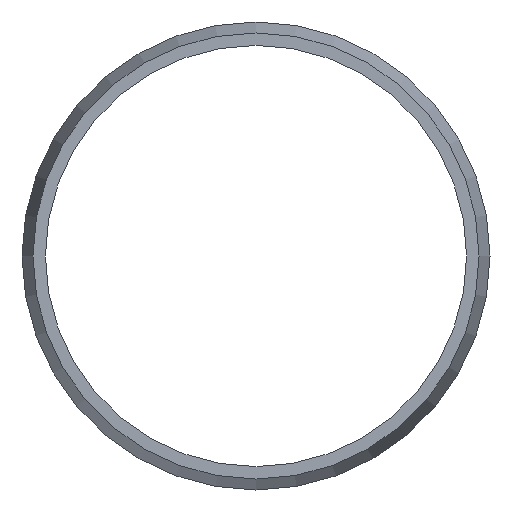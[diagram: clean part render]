
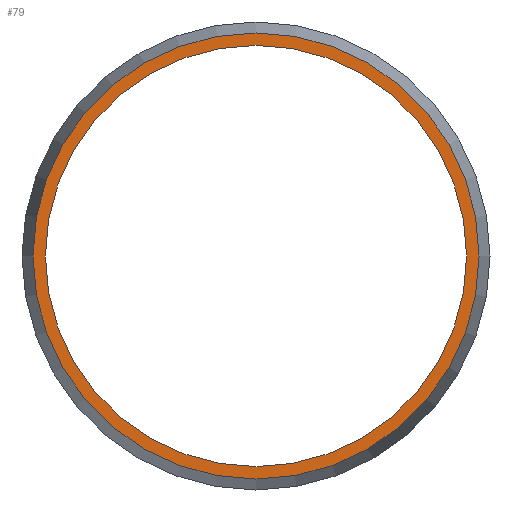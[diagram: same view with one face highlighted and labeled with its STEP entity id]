
A CAD part, front view. The second image highlights one B-rep face of the part: STEP entity #79.
In plain terms, the highlighted planar face has unit normal (0, -1, 0).
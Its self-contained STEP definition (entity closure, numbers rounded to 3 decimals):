
#23=FACE_BOUND('',#40,.T.);
#29=FACE_OUTER_BOUND('',#39,.T.);
#39=EDGE_LOOP('',(#69));
#40=EDGE_LOOP('',(#70));
#47=CIRCLE('',#91,19.062);
#48=CIRCLE('',#93,18.);
#53=VERTEX_POINT('',#134);
#54=VERTEX_POINT('',#137);
#59=EDGE_CURVE('',#53,#53,#47,.T.);
#60=EDGE_CURVE('',#54,#54,#48,.T.);
#69=ORIENTED_EDGE('',*,*,#59,.T.);
#70=ORIENTED_EDGE('',*,*,#60,.F.);
#74=PLANE('',#92);
#79=ADVANCED_FACE('',(#29,#23),#74,.T.);
#91=AXIS2_PLACEMENT_3D('',#135,#113,#114);
#92=AXIS2_PLACEMENT_3D('',#136,#115,#116);
#93=AXIS2_PLACEMENT_3D('',#138,#117,#118);
#113=DIRECTION('center_axis',(0.,-1.,0.));
#114=DIRECTION('ref_axis',(1.,0.,0.));
#115=DIRECTION('center_axis',(0.,-1.,0.));
#116=DIRECTION('ref_axis',(0.,0.,-1.));
#117=DIRECTION('center_axis',(0.,-1.,0.));
#118=DIRECTION('ref_axis',(1.,0.,0.));
#134=CARTESIAN_POINT('',(19.062,-2500.,0.));
#135=CARTESIAN_POINT('Origin',(0.,-2500.,0.));
#136=CARTESIAN_POINT('Origin',(18.,-2500.,0.));
#137=CARTESIAN_POINT('',(18.,-2500.,0.));
#138=CARTESIAN_POINT('Origin',(0.,-2500.,0.));
